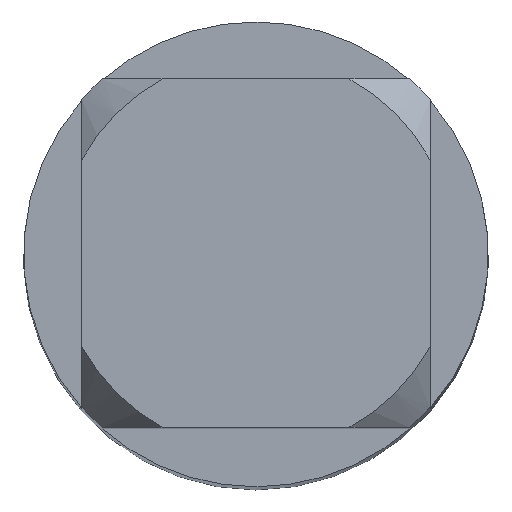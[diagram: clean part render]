
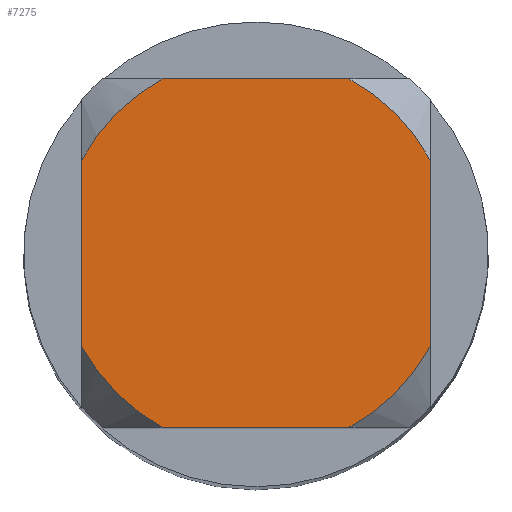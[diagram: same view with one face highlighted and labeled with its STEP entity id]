
A CAD part, top view. The second image highlights one B-rep face of the part: STEP entity #7275.
In plain terms, the highlighted planar face has unit normal (0, 0, 1).
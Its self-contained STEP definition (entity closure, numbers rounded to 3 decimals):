
#2793=VERTEX_POINT('',#8117);
#2857=EDGE_CURVE('',#4973,#2793,#8187,.T.);
#3793=EDGE_CURVE('',#3809,#2793,#9214,.T.);
#3809=VERTEX_POINT('',#9232);
#4435=VERTEX_POINT('',#9907);
#4717=VERTEX_POINT('',#10215);
#4785=VERTEX_POINT('',#10288);
#4953=EDGE_CURVE('',#6101,#4435,#10469,.T.);
#4973=VERTEX_POINT('',#10490);
#5129=VERTEX_POINT('',#10661);
#5511=EDGE_CURVE('',#4973,#4435,#11077,.T.);
#6101=VERTEX_POINT('',#11721);
#6163=EDGE_CURVE('',#5129,#4717,#11789,.T.);
#6805=EDGE_CURVE('',#5129,#4785,#12482,.T.);
#6883=EDGE_CURVE('',#6101,#4717,#12565,.T.);
#7229=EDGE_CURVE('',#3809,#4785,#12948,.T.);
#7275=ADVANCED_FACE('',(#12997),#12998,.T.);
#8117=CARTESIAN_POINT('',(0.8,-1.5,0.0));
#8187=LINE('',#14196,#14197);
#9214=CIRCLE('',#17195,1.7);
#9232=CARTESIAN_POINT('',(1.5,-0.8,0.0));
#9907=CARTESIAN_POINT('',(-1.5,-0.8,0.0));
#10215=CARTESIAN_POINT('',(-0.8,1.5,0.0));
#10288=CARTESIAN_POINT('',(1.5,0.8,0.0));
#10469=LINE('',#20299,#20300);
#10490=CARTESIAN_POINT('',(-0.8,-1.5,0.0));
#10661=CARTESIAN_POINT('',(0.8,1.5,0.0));
#11077=CIRCLE('',#21762,1.7);
#11721=CARTESIAN_POINT('',(-1.5,0.8,0.0));
#11789=LINE('',#23473,#23474);
#12482=CIRCLE('',#25026,1.7);
#12565=CIRCLE('',#25215,1.7);
#12948=LINE('',#26157,#26158);
#12997=FACE_OUTER_BOUND('',#26317,.T.);
#12998=PLANE('',#26318);
#14196=CARTESIAN_POINT('',(0.0,-1.5,0.0));
#14197=VECTOR('',#28300,1.0);
#17195=AXIS2_PLACEMENT_3D('',#29700,#29701,#29702);
#20299=CARTESIAN_POINT('',(-1.5,0.425,0.0));
#20300=VECTOR('',#31131,1.0);
#21762=AXIS2_PLACEMENT_3D('',#31752,#31753,#31754);
#23473=CARTESIAN_POINT('',(0.0,1.5,0.0));
#23474=VECTOR('',#32454,1.0);
#25026=AXIS2_PLACEMENT_3D('',#33113,#33114,#33115);
#25215=AXIS2_PLACEMENT_3D('',#33173,#33174,#33175);
#26157=CARTESIAN_POINT('',(1.5,0.425,0.0));
#26158=VECTOR('',#33569,1.0);
#26317=EDGE_LOOP('',(#33617,#33618,#33619,#33620,#33621,#33622,#33623,#33624));
#26318=AXIS2_PLACEMENT_3D('',#33625,#33626,#33627);
#28300=DIRECTION('',(1.0,0.0,0.0));
#29700=CARTESIAN_POINT('',(0.0,0.0,0.0));
#29701=DIRECTION('',(0.0,0.0,-1.0));
#29702=DIRECTION('',(0.0,1.0,0.0));
#31131=DIRECTION('',(-0.0,-1.0,0.0));
#31752=CARTESIAN_POINT('',(0.0,0.0,0.0));
#31753=DIRECTION('',(0.0,0.0,-1.0));
#31754=DIRECTION('',(0.0,1.0,0.0));
#32454=DIRECTION('',(-1.0,0.0,0.0));
#33113=CARTESIAN_POINT('',(0.0,0.0,0.0));
#33114=DIRECTION('',(0.0,0.0,-1.0));
#33115=DIRECTION('',(0.0,1.0,0.0));
#33173=CARTESIAN_POINT('',(0.0,0.0,0.0));
#33174=DIRECTION('',(0.0,0.0,-1.0));
#33175=DIRECTION('',(0.0,1.0,0.0));
#33569=DIRECTION('',(-0.0,1.0,0.0));
#33617=ORIENTED_EDGE('',*,*,#4953,.T.);
#33618=ORIENTED_EDGE('',*,*,#5511,.F.);
#33619=ORIENTED_EDGE('',*,*,#2857,.T.);
#33620=ORIENTED_EDGE('',*,*,#3793,.F.);
#33621=ORIENTED_EDGE('',*,*,#7229,.T.);
#33622=ORIENTED_EDGE('',*,*,#6805,.F.);
#33623=ORIENTED_EDGE('',*,*,#6163,.T.);
#33624=ORIENTED_EDGE('',*,*,#6883,.F.);
#33625=CARTESIAN_POINT('',(0.0,0.85,0.0));
#33626=DIRECTION('',(-0.0,0.0,1.0));
#33627=DIRECTION('',(0.0,-1.0,0.0));
